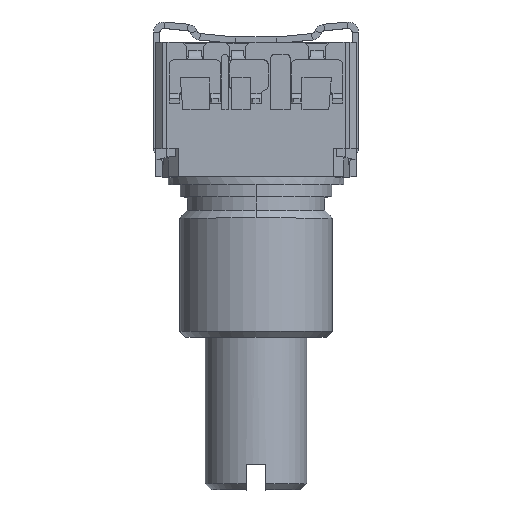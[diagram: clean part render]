
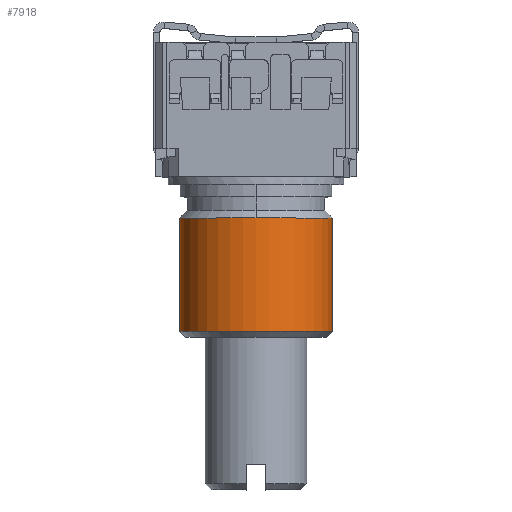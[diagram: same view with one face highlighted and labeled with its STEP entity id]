
A CAD part, top view. The second image highlights one B-rep face of the part: STEP entity #7918.
In plain terms, the highlighted cylindrical face has radius 4.763 mm (diameter 9.525 mm), a partial arc.
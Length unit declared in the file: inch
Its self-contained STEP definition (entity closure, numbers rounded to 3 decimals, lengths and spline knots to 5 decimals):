
#973=CARTESIAN_POINT('',(0.,-0.607,0.));
#974=DIRECTION('',(0.,-1.,0.));
#975=DIRECTION('',(1.,0.,0.));
#976=AXIS2_PLACEMENT_3D('',#973,#974,#975);
#1001=CARTESIAN_POINT('',(0.,-0.329,0.));
#1002=DIRECTION('',(0.,1.,0.));
#1003=DIRECTION('',(-1.,0.,0.));
#1004=AXIS2_PLACEMENT_3D('',#1001,#1002,#1003);
#1011=CARTESIAN_POINT('',(0.,-0.329,0.));
#1012=DIRECTION('',(0.,1.,0.));
#1013=DIRECTION('',(0.,0.,1.));
#1014=AXIS2_PLACEMENT_3D('',#1011,#1012,#1013);
#1024=DIRECTION('',(0.,-1.,0.));
#1025=VECTOR('',#1024,0.278);
#1026=CARTESIAN_POINT('',(0.1875,-0.329,0.));
#1027=LINE('',#1026,#1025);
#1028=DIRECTION('',(0.,-1.,0.));
#1029=VECTOR('',#1028,0.278);
#1030=CARTESIAN_POINT('',(-0.1875,-0.329,0.));
#1031=LINE('',#1030,#1029);
#6257=CARTESIAN_POINT('',(0.1875,-0.607,0.));
#6258=CARTESIAN_POINT('',(-0.1875,-0.607,0.));
#6259=VERTEX_POINT('',#6257);
#6260=VERTEX_POINT('',#6258);
#6286=CARTESIAN_POINT('',(-0.1875,-0.329,0.));
#6288=VERTEX_POINT('',#6286);
#6289=CARTESIAN_POINT('',(0.1875,-0.329,0.));
#6290=VERTEX_POINT('',#6289);
#6291=CARTESIAN_POINT('',(0.,-0.329,0.1875));
#6292=VERTEX_POINT('',#6291);
#7906=CARTESIAN_POINT('',(0.,-0.6455,0.));
#7907=DIRECTION('',(0.,1.,0.));
#7908=DIRECTION('',(-1.,0.,0.));
#7909=AXIS2_PLACEMENT_3D('',#7906,#7907,#7908);
#7910=CYLINDRICAL_SURFACE('',#7909,0.1875);
#7911=ORIENTED_EDGE('',*,*,#7886,.T.);
#7912=ORIENTED_EDGE('',*,*,#7897,.T.);
#7913=ORIENTED_EDGE('',*,*,#7867,.T.);
#7914=ORIENTED_EDGE('',*,*,#7837,.T.);
#7915=ORIENTED_EDGE('',*,*,#7864,.F.);
#7916=EDGE_LOOP('',(#7911,#7912,#7913,#7914,#7915));
#7917=FACE_OUTER_BOUND('',#7916,.F.);
#977=CIRCLE('',#976,0.1875);
#1005=CIRCLE('',#1004,0.1875);
#1015=CIRCLE('',#1014,0.1875);
#7837=EDGE_CURVE('',#6259,#6260,#977,.T.);
#7864=EDGE_CURVE('',#6288,#6260,#1031,.T.);
#7867=EDGE_CURVE('',#6290,#6259,#1027,.T.);
#7886=EDGE_CURVE('',#6288,#6292,#1005,.T.);
#7897=EDGE_CURVE('',#6292,#6290,#1015,.T.);
#7918=ADVANCED_FACE('',(#7917),#7910,.T.);
